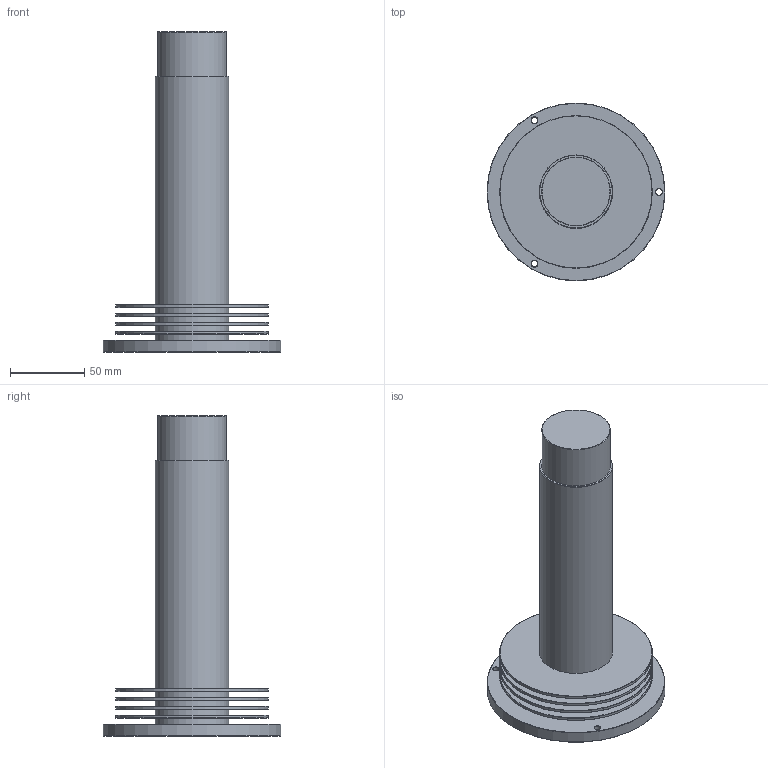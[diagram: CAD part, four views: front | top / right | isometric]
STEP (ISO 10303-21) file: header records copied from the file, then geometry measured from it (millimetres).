
FILE_DESCRIPTION(('FreeCAD Model'),'2;1');
FILE_NAME('Pièce_n°_1.step','2020-05-30T10:33:19',('jelode'),(''), 'Open CASCADE STEP processor 7.3','FreeCAD','Unknown');
FILE_SCHEMA(('AUTOMOTIVE_DESIGN { 1 0 10303 214 1 1 1 1 }'));
Length unit declared in the file: millimetre
Products named in the file (1): Corps_du_cylindre
Bounding box: 120 x 120 x 216 mm (x, y, z)
Volume: 193473 mm3; surface area: 140291.1 mm2
Topology: 1 solids, 1 shells, 50 faces, 88 edges, 52 vertices
Faces by surface type: cone 20, cylinder 16, plane 14
Full cylindrical faces by diameter (mm): 4.2 x3, 42.4 x1, 45.4 x1, 46.4 x1, 49.4 x5, 103 x4, 120 x1
Entity records: 2402 total; most frequent: DIRECTION 411, CARTESIAN_POINT 409, LINE 180, VECTOR 180, ORIENTED_EDGE 176, PCURVE 176, DEFINITIONAL_REPRESENTATION 176, AXIS2_PLACEMENT_3D 103
